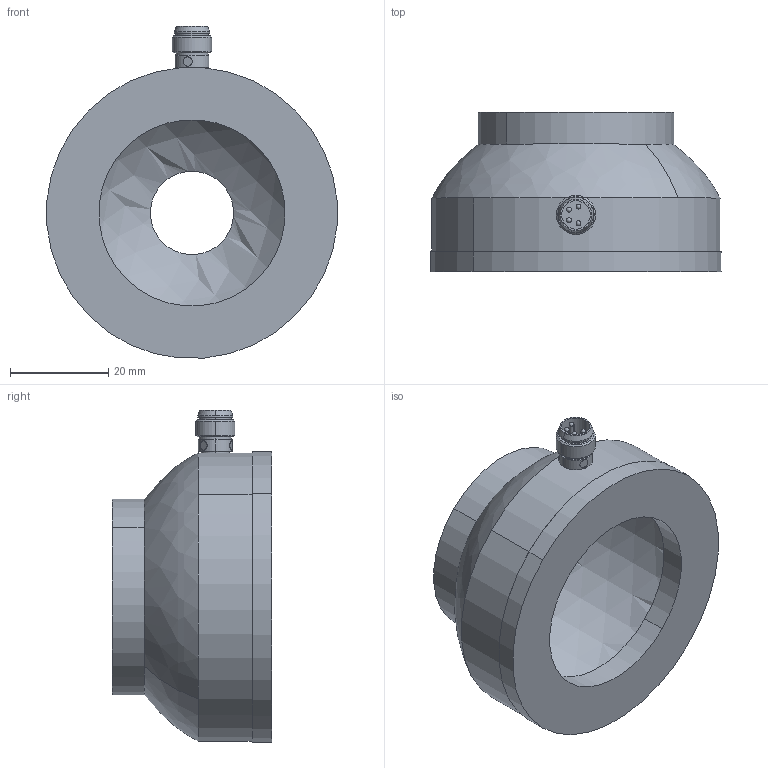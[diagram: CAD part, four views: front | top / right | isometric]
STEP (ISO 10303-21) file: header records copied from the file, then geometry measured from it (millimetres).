
FILE_DESCRIPTION(('FreeCAD Model'),'2;1');
FILE_NAME('BE-DOME60_50-RGB-T4_HaHo.step','2016-04-12T09:12:53',('FreeCAD'),('FreeCAD'), 'Open CASCADE STEP processor 6.7','FreeCAD','Unknown');
FILE_SCHEMA(('AUTOMOTIVE_DESIGN_CC2 { 1 2 10303 214 -1 1 5 4 }'));
Length unit declared in the file: millimetre
Products named in the file (14): BE-DOME60/50-RGB-T4/HaHo1; BE-DOME60/50-RGB-T4/HaHo11; BE-DOME60/50-RGB-T4/HaHo7; BE-DOME60/50-RGB-T4/HaHo3; BE-DOME60/50-RGB-T4/HaHo9; BE-DOME60/50-RGB-T4/HaHo6; BE-DOME60/50-RGB-T4/HaHo14; BE-DOME60/50-RGB-T4/HaHo8; BE-DOME60/50-RGB-T4/HaHo5; BE-DOME60/50-RGB-T4/HaHo4; BE-DOME60/50-RGB-T4/HaHo10; BE-DOME60/50-RGB-T4/HaHo12; BE-DOME60/50-RGB-T4/HaHo2; BE-DOME60/50-RGB-T4/HaHo13
Bounding box: 59.17 x 32.5 x 67.71 mm (x, y, z)
Volume: 34855.1 mm3; surface area: 14714.3 mm2
Topology: 2 solids, 14 shells, 178 faces, 447 edges, 305 vertices
Faces by surface type: cylinder 108, plane 41, cone 10, bspline 8, sphere 5, torus 4, revolution 2
Entity records: 16723 total; most frequent: CARTESIAN_POINT 7907, DIRECTION 1076, ORIENTED_EDGE 830, PCURVE 830, DEFINITIONAL_REPRESENTATION 830, B_SPLINE_CURVE_WITH_KNOTS 727, EDGE_CURVE 439, SURFACE_CURVE 439
